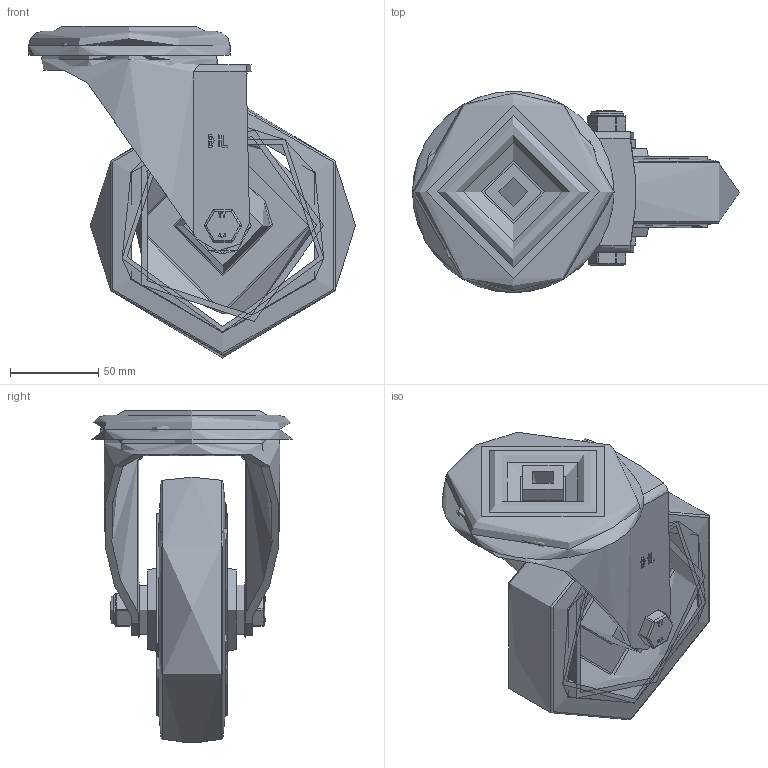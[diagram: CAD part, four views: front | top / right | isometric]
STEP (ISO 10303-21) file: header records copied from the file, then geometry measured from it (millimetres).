
FILE_DESCRIPTION(/* description */ (''),/* implementation_level */ '2;1');
FILE_NAME(/* name */ 'BZMM150SRNBBH16.step',/* time_stamp */ '2024-10-17T08:50:19+01:00',/* author */ (''),/* organization */ (''),/* preprocessor_version */ 'ST-DEVELOPER v20',/* originating_system */ 'Autodesk Translation Framework v13.20.0.188',/* authorisation */ '');
FILE_SCHEMA (('AUTOMOTIVE_DESIGN { 1 0 10303 214 3 1 1 }'));
Length unit declared in the file: millimetre
Products named in the file (23): BZMM150SRNBBH16; BZMM150ASBH16 v1; ZINC PLATED, PRESSED STEEL HEAD; ZINC PLATED, PRESSED STEEL FORKS; BZMH150WSRNRB v1; NYLON RIM; 65 SHORE A ELASTIC RUBBER TYRE; BEARING; CAGE; STEEL RODS; Component1; TUBEM20X60 v1; ZINC PLATED STEEL TUBE; WM20X32X5 v1; ZINC PLATED WASHER; WM20X32X5 v1 (1); ZINC PLATED WASHER (1); HEXBOLTM12X80Z8.8 v2; GRADE 8.8 ZINC PLATED BOLT; NYLOCM12Z v1; NYLOC NUT; NUT; RUBBER
Assembly tree (31 placements, depth 5):
  BZMM150SRNBBH16
    BZMM150ASBH16 v1
      ZINC PLATED, PRESSED STEEL HEAD
      ZINC PLATED, PRESSED STEEL FORKS
    BZMH150WSRNRB v1
      NYLON RIM
      65 SHORE A ELASTIC RUBBER TYRE
      BEARING
        CAGE
        STEEL RODS
          Component1  x10
    TUBEM20X60 v1
      ZINC PLATED STEEL TUBE
    WM20X32X5 v1
      ZINC PLATED WASHER
    WM20X32X5 v1 (1)
      ZINC PLATED WASHER (1)
    HEXBOLTM12X80Z8.8 v2
      GRADE 8.8 ZINC PLATED BOLT
    NYLOCM12Z v1
      NYLOC NUT
        NUT
        RUBBER
Bounding box: 185 x 114 x 187.8 mm (x, y, z)
Volume: 655586.1 mm3; surface area: 220682 mm2
Topology: 21 solids, 21 shells, 475 faces, 1129 edges, 728 vertices
Faces by surface type: plane 213, cylinder 149, bspline 51, torus 25, cone 19, sphere 18
Full cylindrical faces by diameter (mm): 5 x10, 9.836 x18, 11.834 x18, 12 x3, 12.2 x2, 12.5 x1, 14 x2, 16.2 x1, 18 x1, 18.5 x1, 19.9 x1, 20 x1, 20.4 x2, 25 x2, 29 x1, 30 x1, 32 x2, 32.5 x3, 34.5 x1, 39.5 x1, 41 x1, 47 x1, 51.5 x1, 74 x1, 91.5 x1, 99.5 x1, 104 x1, 114 x3, 120 x2
Entity records: 20456 total; most frequent: CARTESIAN_POINT 9403, ORIENTED_EDGE 2204, DIRECTION 2128, EDGE_CURVE 1102, AXIS2_PLACEMENT_3D 823, VERTEX_POINT 710, EDGE_LOOP 524, LINE 482
